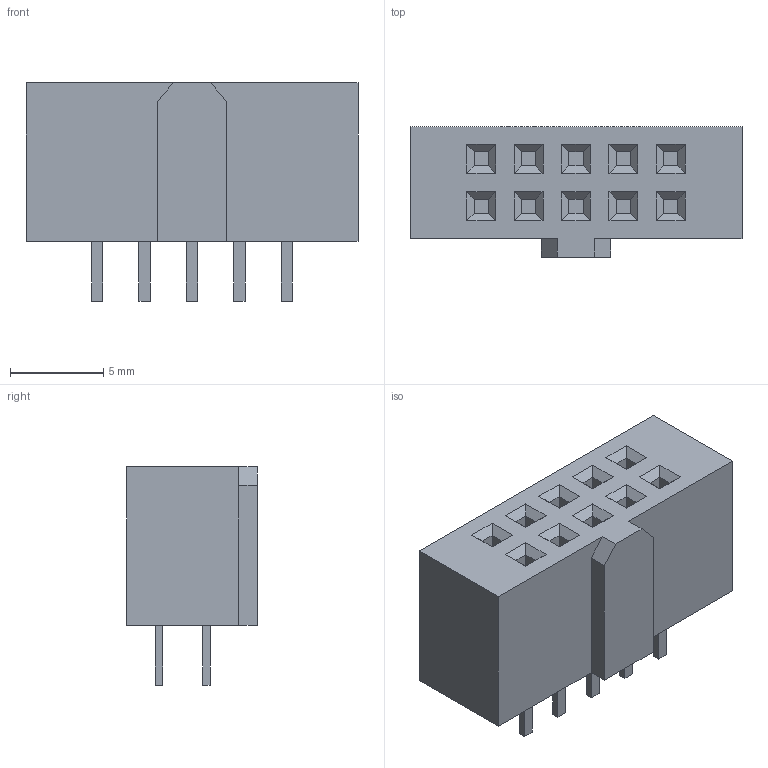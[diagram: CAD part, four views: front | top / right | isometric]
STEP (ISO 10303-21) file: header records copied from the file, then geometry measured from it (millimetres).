
FILE_DESCRIPTION(/* description */ (''),/* implementation_level */ '2;1');
FILE_NAME(/* name */ 'SFH11-PBPC-D05-ST-BK.step',/* time_stamp */ '2022-06-14T15:58:59-04:00',/* author */ (''),/* organization */ (''),/* preprocessor_version */ 'ST-DEVELOPER v19',/* originating_system */ 'Autodesk Translation Framework v11.7.0.108',/* authorisation */ '');
FILE_SCHEMA (('AUTOMOTIVE_DESIGN { 1 0 10303 214 3 1 1 }'));
Length unit declared in the file: millimetre
Products named in the file (3): SFH11-PBPC-D05-ST-BK; Body; Pins
Assembly tree (2 placements, depth 2):
  SFH11-PBPC-D05-ST-BK
    Body
    Pins
Bounding box: 17.78 x 7 x 11.7 mm (x, y, z)
Volume: 923.8 mm3; surface area: 801.4 mm2
Topology: 11 solids, 11 shells, 162 faces, 350 edges, 220 vertices
Faces by surface type: plane 162
Entity records: 4353 total; most frequent: CARTESIAN_POINT 738, ORIENTED_EDGE 700, DIRECTION 686, LINE 350, VECTOR 350, EDGE_CURVE 350, VERTEX_POINT 220, EDGE_LOOP 172
